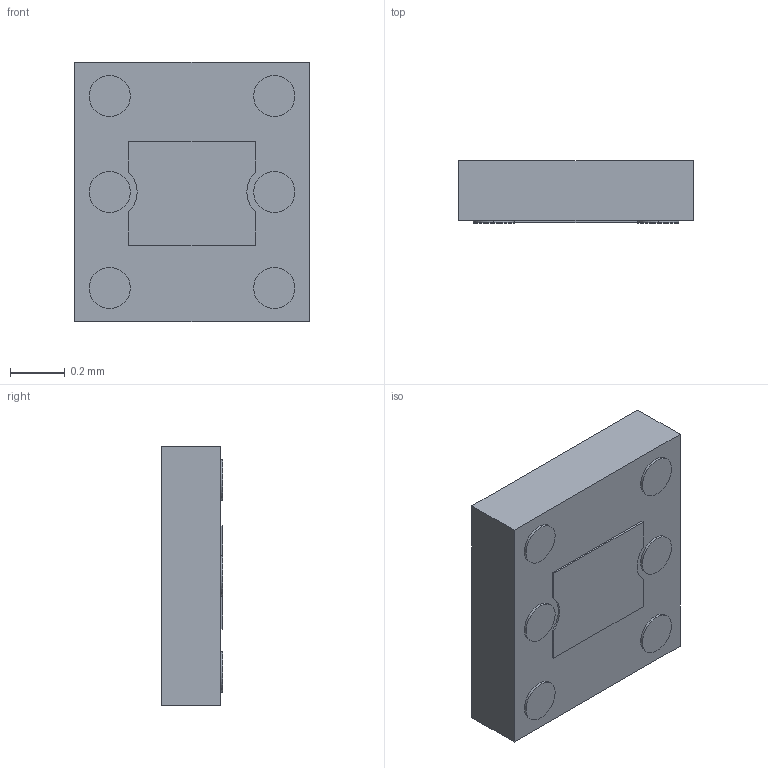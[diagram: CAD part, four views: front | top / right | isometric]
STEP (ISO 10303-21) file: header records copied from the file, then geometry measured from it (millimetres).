
FILE_DESCRIPTION (( 'STEP AP214' ), '1' );
FILE_NAME ('OPT3007YMFT.STEP', '2018-06-06T19:23:20', ( '' ), ( '' ), 'SwSTEP 2.0', 'SolidWorks 2017', '' );
FILE_SCHEMA (( 'AUTOMOTIVE_DESIGN' ));
Length unit declared in the file: millimetre
Products named in the file (1): OPT3007YMFT
Bounding box: 0.86 x 0.23 x 0.95 mm (x, y, z)
Volume: 0.2 mm3; surface area: 3 mm2
Topology: 8 solids, 8 shells, 43 faces, 78 edges, 52 vertices
Faces by surface type: plane 27, cylinder 16
Entity records: 1161 total; most frequent: DIRECTION 198, CARTESIAN_POINT 174, ORIENTED_EDGE 156, EDGE_CURVE 78, AXIS2_PLACEMENT_3D 76, VERTEX_POINT 52, VECTOR 46, LINE 46
